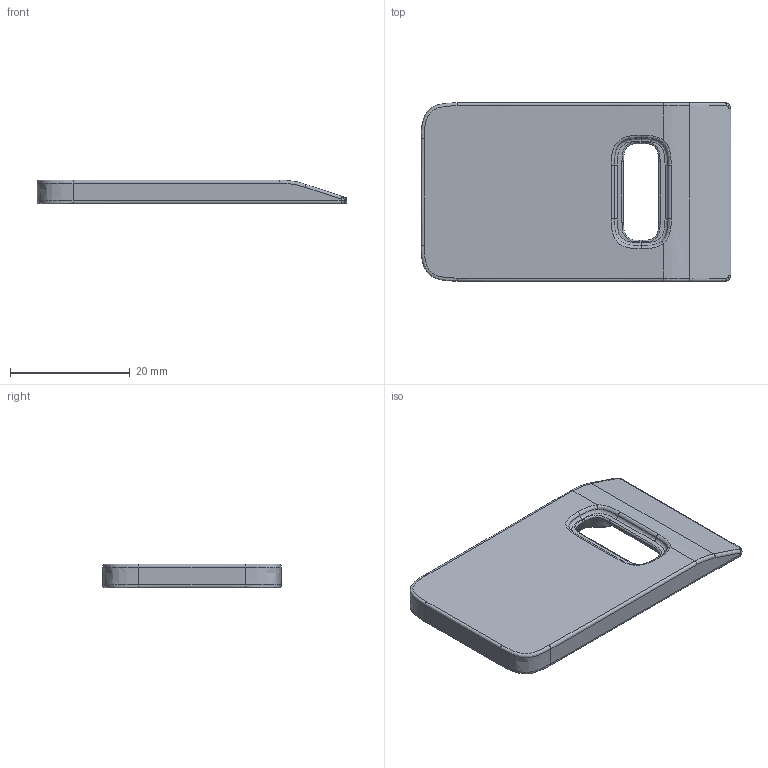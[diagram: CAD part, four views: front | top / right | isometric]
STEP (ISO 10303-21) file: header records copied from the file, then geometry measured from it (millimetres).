
FILE_DESCRIPTION(/* description */ (''),/* implementation_level */ '2;1');
FILE_NAME(/* name */ 'tutu-cover.step',/* time_stamp */ '2026-01-13T22:39:09+05:00',/* author */ (''),/* organization */ (''),/* preprocessor_version */ 'ST-DEVELOPER v20.1',/* originating_system */ 'Autodesk Translation Framework v14.21.0.0',/* authorisation */ '');
FILE_SCHEMA (('AUTOMOTIVE_DESIGN { 1 0 10303 214 3 1 1 }'));
Length unit declared in the file: millimetre
Products named in the file (3): tutu; Component7; Component135
Assembly tree (2 placements, depth 3):
  tutu
    Component7
      Component135
Bounding box: 51.75 x 29.8 x 4 mm (x, y, z)
Volume: 4912.5 mm3; surface area: 3625.1 mm2
Topology: 1 solids, 1 shells, 128 faces, 302 edges, 176 vertices
Faces by surface type: bspline 75, cylinder 25, plane 22, torus 6
Entity records: 8874 total; most frequent: CARTESIAN_POINT 6402, ORIENTED_EDGE 600, DIRECTION 305, EDGE_CURVE 300, B_SPLINE_CURVE_WITH_KNOTS 179, VERTEX_POINT 176, EDGE_LOOP 132, FACE_OUTER_BOUND 128
